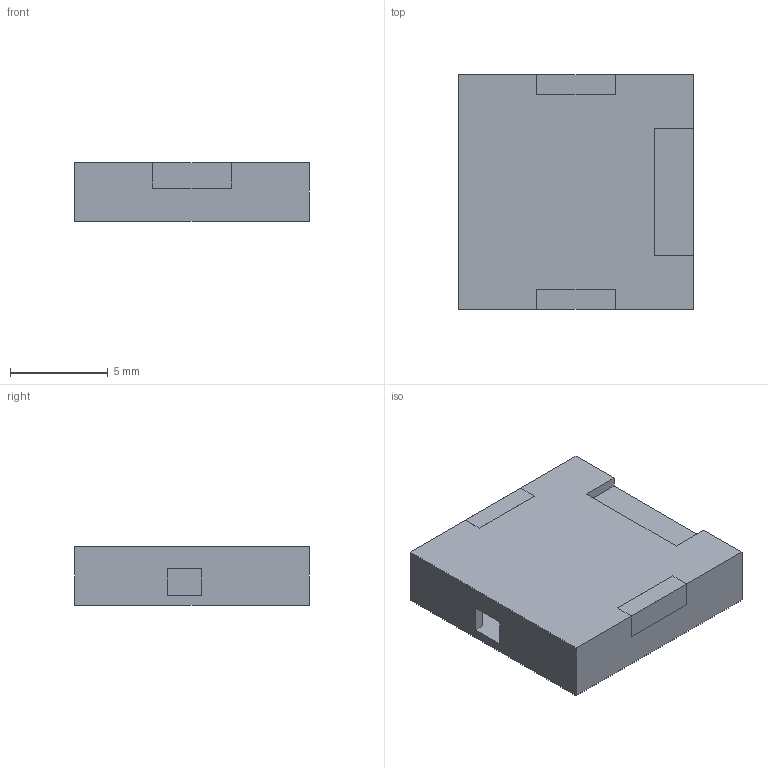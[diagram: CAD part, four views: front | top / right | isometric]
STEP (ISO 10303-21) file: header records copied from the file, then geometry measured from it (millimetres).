
FILE_DESCRIPTION(/* description */ ('Alibre Inc.'),/* implementation_level */ '2;1');
FILE_NAME(/* name */ 'export0',/* time_stamp */ '2018-04-27T20:32:31-05:00',/* author */ (''),/* organization */ (''),/* preprocessor_version */ 'ST-DEVELOPER v14',/* originating_system */ 'Alibre',/* authorisation */ '');
FILE_SCHEMA (('AUTOMOTIVE_DESIGN'));
Length unit declared in the file: centimetre
Bounding box: 12 x 12 x 3 mm (x, y, z)
Volume: 189.8 mm3; surface area: 764.4 mm2
Topology: 1 solids, 1 shells, 51 faces, 140 edges, 92 vertices
Faces by surface type: plane 51
Entity records: 1534 total; most frequent: ORIENTED_EDGE 280, CARTESIAN_POINT 280, DIRECTION 188, EDGE_CURVE 140, VECTOR 137, LINE 137, VERTEX_POINT 92, EDGE_LOOP 52
